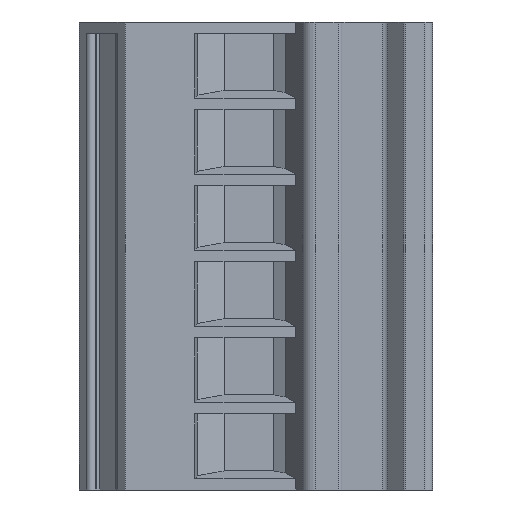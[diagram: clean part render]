
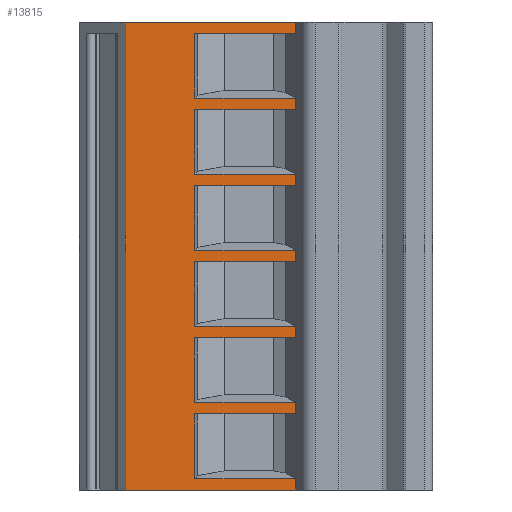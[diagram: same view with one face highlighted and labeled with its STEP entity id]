
A CAD part, left-side view. The second image highlights one B-rep face of the part: STEP entity #13815.
In plain terms, the highlighted planar face has unit normal (-1, 0, 0).
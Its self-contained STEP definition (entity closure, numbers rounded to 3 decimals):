
#1355=ORIENTED_EDGE('',*,*,#4010,.F.);
#1356=ORIENTED_EDGE('',*,*,#3784,.F.);
#1357=ORIENTED_EDGE('',*,*,#3897,.F.);
#1358=ORIENTED_EDGE('',*,*,#4011,.T.);
#1359=ORIENTED_EDGE('',*,*,#4012,.T.);
#1360=ORIENTED_EDGE('',*,*,#4013,.F.);
#1361=ORIENTED_EDGE('',*,*,#3683,.T.);
#1362=ORIENTED_EDGE('',*,*,#4014,.T.);
#1363=ORIENTED_EDGE('',*,*,#4015,.T.);
#1364=ORIENTED_EDGE('',*,*,#4016,.F.);
#1365=ORIENTED_EDGE('',*,*,#3695,.T.);
#1366=ORIENTED_EDGE('',*,*,#4017,.T.);
#1367=ORIENTED_EDGE('',*,*,#4018,.T.);
#1368=ORIENTED_EDGE('',*,*,#3976,.F.);
#1369=ORIENTED_EDGE('',*,*,#3642,.T.);
#1370=ORIENTED_EDGE('',*,*,#3984,.T.);
#1371=ORIENTED_EDGE('',*,*,#4019,.T.);
#1372=ORIENTED_EDGE('',*,*,#3986,.F.);
#1373=ORIENTED_EDGE('',*,*,#3638,.T.);
#1374=ORIENTED_EDGE('',*,*,#3994,.T.);
#1375=ORIENTED_EDGE('',*,*,#4020,.T.);
#1376=ORIENTED_EDGE('',*,*,#3996,.F.);
#1377=ORIENTED_EDGE('',*,*,#3634,.T.);
#1378=ORIENTED_EDGE('',*,*,#4004,.T.);
#1379=ORIENTED_EDGE('',*,*,#4021,.T.);
#1380=ORIENTED_EDGE('',*,*,#4006,.F.);
#1381=ORIENTED_EDGE('',*,*,#3630,.T.);
#1382=ORIENTED_EDGE('',*,*,#4022,.T.);
#3630=EDGE_CURVE('',#5028,#5027,#5994,.T.);
#3634=EDGE_CURVE('',#5032,#5031,#5998,.T.);
#3638=EDGE_CURVE('',#5036,#5035,#6002,.T.);
#3642=EDGE_CURVE('',#5040,#5039,#6006,.T.);
#3683=EDGE_CURVE('',#5074,#5073,#6043,.T.);
#3695=EDGE_CURVE('',#5086,#5085,#6055,.T.);
#3784=EDGE_CURVE('',#5138,#5139,#6144,.T.);
#3897=EDGE_CURVE('',#5238,#5138,#6227,.T.);
#3976=EDGE_CURVE('',#5040,#5290,#6293,.T.);
#3984=EDGE_CURVE('',#5039,#5296,#6301,.T.);
#3986=EDGE_CURVE('',#5036,#5298,#6303,.T.);
#3994=EDGE_CURVE('',#5035,#5304,#6311,.T.);
#3996=EDGE_CURVE('',#5032,#5306,#6313,.T.);
#4004=EDGE_CURVE('',#5031,#5312,#6321,.T.);
#4006=EDGE_CURVE('',#5028,#5314,#6323,.T.);
#4010=EDGE_CURVE('',#5139,#5317,#6327,.T.);
#4011=EDGE_CURVE('',#5238,#5318,#6328,.T.);
#4012=EDGE_CURVE('',#5318,#5319,#6329,.T.);
#4013=EDGE_CURVE('',#5074,#5319,#6330,.T.);
#4014=EDGE_CURVE('',#5073,#5320,#6331,.T.);
#4015=EDGE_CURVE('',#5320,#5321,#6332,.T.);
#4016=EDGE_CURVE('',#5086,#5321,#6333,.T.);
#4017=EDGE_CURVE('',#5085,#5322,#6334,.T.);
#4018=EDGE_CURVE('',#5322,#5290,#6335,.T.);
#4019=EDGE_CURVE('',#5296,#5298,#6336,.T.);
#4020=EDGE_CURVE('',#5304,#5306,#6337,.T.);
#4021=EDGE_CURVE('',#5312,#5314,#6338,.T.);
#4022=EDGE_CURVE('',#5027,#5317,#6339,.T.);
#5027=VERTEX_POINT('',#18274);
#5028=VERTEX_POINT('',#18276);
#5031=VERTEX_POINT('',#18283);
#5032=VERTEX_POINT('',#18285);
#5035=VERTEX_POINT('',#18292);
#5036=VERTEX_POINT('',#18294);
#5039=VERTEX_POINT('',#18301);
#5040=VERTEX_POINT('',#18303);
#5073=VERTEX_POINT('',#18388);
#5074=VERTEX_POINT('',#18390);
#5085=VERTEX_POINT('',#18415);
#5086=VERTEX_POINT('',#18417);
#5138=VERTEX_POINT('',#18588);
#5139=VERTEX_POINT('',#18590);
#5238=VERTEX_POINT('',#18816);
#5290=VERTEX_POINT('',#18976);
#5296=VERTEX_POINT('',#18990);
#5298=VERTEX_POINT('',#18996);
#5304=VERTEX_POINT('',#19010);
#5306=VERTEX_POINT('',#19016);
#5312=VERTEX_POINT('',#19030);
#5314=VERTEX_POINT('',#19036);
#5317=VERTEX_POINT('',#19044);
#5318=VERTEX_POINT('',#19046);
#5319=VERTEX_POINT('',#19048);
#5320=VERTEX_POINT('',#19051);
#5321=VERTEX_POINT('',#19053);
#5322=VERTEX_POINT('',#19056);
#5994=LINE('',#18275,#7081);
#5998=LINE('',#18284,#7085);
#6002=LINE('',#18293,#7089);
#6006=LINE('',#18302,#7093);
#6043=LINE('',#18389,#7130);
#6055=LINE('',#18416,#7142);
#6144=LINE('',#18589,#7231);
#6227=LINE('',#18815,#7314);
#6293=LINE('',#18975,#7380);
#6301=LINE('',#18991,#7388);
#6303=LINE('',#18995,#7390);
#6311=LINE('',#19011,#7398);
#6313=LINE('',#19015,#7400);
#6321=LINE('',#19031,#7408);
#6323=LINE('',#19035,#7410);
#6327=LINE('',#19043,#7414);
#6328=LINE('',#19045,#7415);
#6329=LINE('',#19047,#7416);
#6330=LINE('',#19049,#7417);
#6331=LINE('',#19050,#7418);
#6332=LINE('',#19052,#7419);
#6333=LINE('',#19054,#7420);
#6334=LINE('',#19055,#7421);
#6335=LINE('',#19057,#7422);
#6336=LINE('',#19058,#7423);
#6337=LINE('',#19059,#7424);
#6338=LINE('',#19060,#7425);
#6339=LINE('',#19061,#7426);
#7081=VECTOR('',#15455,1000.);
#7085=VECTOR('',#15461,1000.);
#7089=VECTOR('',#15467,1000.);
#7093=VECTOR('',#15473,1000.);
#7130=VECTOR('',#15542,1000.);
#7142=VECTOR('',#15560,1000.);
#7231=VECTOR('',#15711,1000.);
#7314=VECTOR('',#15882,1000.);
#7380=VECTOR('',#16032,1000.);
#7388=VECTOR('',#16042,1000.);
#7390=VECTOR('',#16046,1000.);
#7398=VECTOR('',#16056,1000.);
#7400=VECTOR('',#16060,1000.);
#7408=VECTOR('',#16070,1000.);
#7410=VECTOR('',#16074,1000.);
#7414=VECTOR('',#16080,1000.);
#7415=VECTOR('',#16081,1000.);
#7416=VECTOR('',#16082,1000.);
#7417=VECTOR('',#16083,1000.);
#7418=VECTOR('',#16084,1000.);
#7419=VECTOR('',#16085,1000.);
#7420=VECTOR('',#16086,1000.);
#7421=VECTOR('',#16087,1000.);
#7422=VECTOR('',#16088,1000.);
#7423=VECTOR('',#16089,1000.);
#7424=VECTOR('',#16090,1000.);
#7425=VECTOR('',#16091,1000.);
#7426=VECTOR('',#16092,1000.);
#8174=EDGE_LOOP('',(#1355,#1356,#1357,#1358,#1359,#1360,#1361,#1362,#1363,
#1364,#1365,#1366,#1367,#1368,#1369,#1370,#1371,#1372,#1373,#1374,#1375,
#1376,#1377,#1378,#1379,#1380,#1381,#1382));
#8805=FACE_BOUND('',#8174,.T.);
#9383=PLANE('',#14484);
#13815=ADVANCED_FACE('',(#8805),#9383,.T.);
#14484=AXIS2_PLACEMENT_3D('',#19042,#16078,#16079);
#15455=DIRECTION('',(0.,0.,1.));
#15461=DIRECTION('',(0.,0.,1.));
#15467=DIRECTION('',(0.,0.,1.));
#15473=DIRECTION('',(0.,0.,1.));
#15542=DIRECTION('',(0.,0.,1.));
#15560=DIRECTION('',(0.,0.,1.));
#15711=DIRECTION('',(0.,-1.,0.));
#15882=DIRECTION('',(0.,0.,1.));
#16032=DIRECTION('',(0.,-1.,0.));
#16042=DIRECTION('',(0.,-1.,0.));
#16046=DIRECTION('',(0.,-1.,0.));
#16056=DIRECTION('',(0.,-1.,0.));
#16060=DIRECTION('',(0.,-1.,0.));
#16070=DIRECTION('',(0.,-1.,0.));
#16074=DIRECTION('',(0.,-1.,0.));
#16078=DIRECTION('',(-1.,0.,0.));
#16079=DIRECTION('',(0.,-1.,0.));
#16080=DIRECTION('',(0.,0.,-1.));
#16081=DIRECTION('',(0.,-1.,0.));
#16082=DIRECTION('',(0.,0.,1.));
#16083=DIRECTION('',(0.,-1.,0.));
#16084=DIRECTION('',(0.,-1.,0.));
#16085=DIRECTION('',(0.,0.,1.));
#16086=DIRECTION('',(0.,-1.,0.));
#16087=DIRECTION('',(0.,-1.,0.));
#16088=DIRECTION('',(0.,0.,1.));
#16089=DIRECTION('',(0.,0.,1.));
#16090=DIRECTION('',(0.,0.,1.));
#16091=DIRECTION('',(0.,0.,1.));
#16092=DIRECTION('',(0.,-1.,0.));
#18274=CARTESIAN_POINT('',(-20.,-9.157,-2.));
#18275=CARTESIAN_POINT('',(-20.,-9.157,-9.5));
#18276=CARTESIAN_POINT('',(-20.,-9.157,-10.5));
#18283=CARTESIAN_POINT('',(-20.,-9.157,-12.));
#18284=CARTESIAN_POINT('',(-20.,-9.157,-19.5));
#18285=CARTESIAN_POINT('',(-20.,-9.157,-20.5));
#18292=CARTESIAN_POINT('',(-20.,-9.157,-22.));
#18293=CARTESIAN_POINT('',(-20.,-9.157,-29.5));
#18294=CARTESIAN_POINT('',(-20.,-9.157,-30.5));
#18301=CARTESIAN_POINT('',(-20.,-9.157,-32.));
#18302=CARTESIAN_POINT('',(-20.,-9.157,-39.5));
#18303=CARTESIAN_POINT('',(-20.,-9.157,-40.5));
#18388=CARTESIAN_POINT('',(-20.,-9.157,-52.));
#18389=CARTESIAN_POINT('',(-20.,-9.157,-59.5));
#18390=CARTESIAN_POINT('',(-20.,-9.157,-60.5));
#18415=CARTESIAN_POINT('',(-20.,-9.157,-42.));
#18416=CARTESIAN_POINT('',(-20.,-9.157,-49.5));
#18417=CARTESIAN_POINT('',(-20.,-9.157,-50.5));
#18588=CARTESIAN_POINT('',(-20.,0.,-0.5));
#18589=CARTESIAN_POINT('',(-20.,0.,-0.5));
#18590=CARTESIAN_POINT('',(-20.,-22.393,-0.5));
#18815=CARTESIAN_POINT('',(-20.,0.,-52.));
#18816=CARTESIAN_POINT('',(-20.,0.,-62.));
#18975=CARTESIAN_POINT('',(-20.,0.,-40.5));
#18976=CARTESIAN_POINT('',(-20.,-22.393,-40.5));
#18990=CARTESIAN_POINT('',(-20.,-22.393,-32.));
#18991=CARTESIAN_POINT('',(-20.,0.,-32.));
#18995=CARTESIAN_POINT('',(-20.,0.,-30.5));
#18996=CARTESIAN_POINT('',(-20.,-22.393,-30.5));
#19010=CARTESIAN_POINT('',(-20.,-22.393,-22.));
#19011=CARTESIAN_POINT('',(-20.,0.,-22.));
#19015=CARTESIAN_POINT('',(-20.,0.,-20.5));
#19016=CARTESIAN_POINT('',(-20.,-22.393,-20.5));
#19030=CARTESIAN_POINT('',(-20.,-22.393,-12.));
#19031=CARTESIAN_POINT('',(-20.,0.,-12.));
#19035=CARTESIAN_POINT('',(-20.,0.,-10.5));
#19036=CARTESIAN_POINT('',(-20.,-22.393,-10.5));
#19042=CARTESIAN_POINT('',(-20.,-29.5,-52.));
#19043=CARTESIAN_POINT('',(-20.,-22.393,-52.));
#19044=CARTESIAN_POINT('',(-20.,-22.393,-2.));
#19045=CARTESIAN_POINT('',(-20.,0.,-62.));
#19046=CARTESIAN_POINT('',(-20.,-22.393,-62.));
#19047=CARTESIAN_POINT('',(-20.,-22.393,-62.));
#19048=CARTESIAN_POINT('',(-20.,-22.393,-60.5));
#19049=CARTESIAN_POINT('',(-20.,0.,-60.5));
#19050=CARTESIAN_POINT('',(-20.,0.,-52.));
#19051=CARTESIAN_POINT('',(-20.,-22.393,-52.));
#19052=CARTESIAN_POINT('',(-20.,-22.393,-52.));
#19053=CARTESIAN_POINT('',(-20.,-22.393,-50.5));
#19054=CARTESIAN_POINT('',(-20.,0.,-50.5));
#19055=CARTESIAN_POINT('',(-20.,0.,-42.));
#19056=CARTESIAN_POINT('',(-20.,-22.393,-42.));
#19057=CARTESIAN_POINT('',(-20.,-22.393,-42.));
#19058=CARTESIAN_POINT('',(-20.,-22.393,-32.));
#19059=CARTESIAN_POINT('',(-20.,-22.393,-22.));
#19060=CARTESIAN_POINT('',(-20.,-22.393,-12.));
#19061=CARTESIAN_POINT('',(-20.,0.,-2.));
